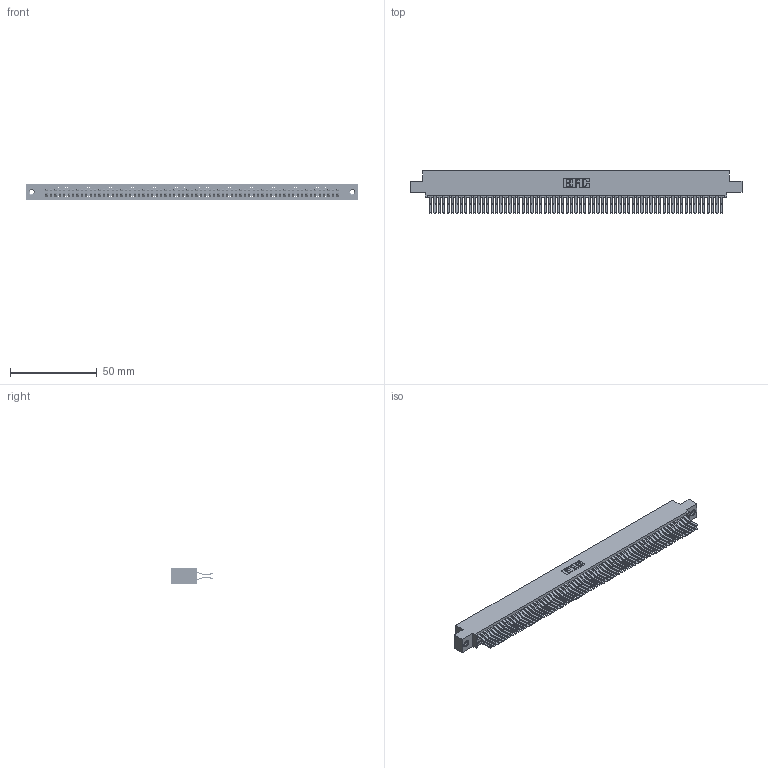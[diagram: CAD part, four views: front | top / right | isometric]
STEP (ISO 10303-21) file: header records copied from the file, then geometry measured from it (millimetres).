
FILE_DESCRIPTION (( 'STEP AP203' ), '1' );
FILE_NAME ('345-134-560-507.STEP', '2018-10-20T11:42:14', ( '' ), ( '' ), 'SwSTEP 2.0', 'SolidWorks 2016', '' );
FILE_SCHEMA (( 'CONFIG_CONTROL_DESIGN' ));
Length unit declared in the file: inch
Products named in the file (4): 345-250-001_345-250-005-103; 345-134-560-507; 345-292-001_560 Tail; 345 Part_0.110 Offset - 0.156 Dia-TI
Assembly tree (137 placements, depth 2):
  345-134-560-507
    345 Part_0.110 Offset - 0.156 Dia-TI
    345-292-001_560 Tail  x134
    345-250-001_345-250-005-103  x2
Bounding box: 191.39 x 24.45 x 9.4 mm (x, y, z)
Volume: 19615.2 mm3; surface area: 31858.4 mm2
Topology: 137 solids, 137 shells, 7158 faces, 21259 edges, 13986 vertices
Faces by surface type: plane 4538, cylinder 2604, cone 12, torus 4
Entity records: 50610 total; most frequent: CARTESIAN_POINT 8443, ORIENTED_EDGE 8370, DIRECTION 7443, EDGE_CURVE 4185, VECTOR 3761, LINE 3761, VERTEX_POINT 2784, AXIS2_PLACEMENT_3D 1841
